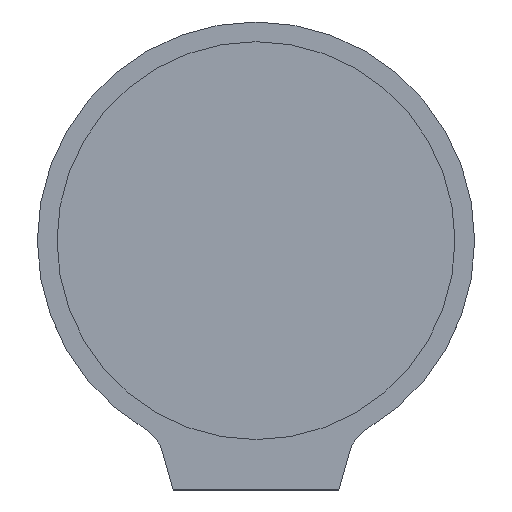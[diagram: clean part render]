
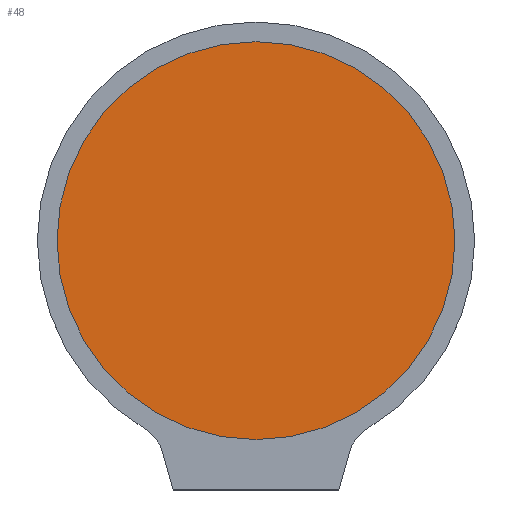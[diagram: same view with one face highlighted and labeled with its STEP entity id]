
A CAD part, top view. The second image highlights one B-rep face of the part: STEP entity #48.
In plain terms, the highlighted planar face has unit normal (0, 0, 1).
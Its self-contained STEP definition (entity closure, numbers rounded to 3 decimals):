
#10 = DIRECTION ( 'NONE',  ( 0., 0., 1. ) ) ;
#48 = ADVANCED_FACE ( 'NONE', ( #65 ), #240, .T. ) ;
#65 = FACE_OUTER_BOUND ( 'NONE', #78, .T. ) ;
#78 = EDGE_LOOP ( 'NONE', ( #143, #170 ) ) ;
#117 = DIRECTION ( 'NONE',  ( 1., 0., 0. ) ) ;
#120 = DIRECTION ( 'NONE',  ( 0., 0., 1. ) ) ;
#143 = ORIENTED_EDGE ( 'NONE', *, *, #425, .T. ) ;
#158 = AXIS2_PLACEMENT_3D ( 'NONE', #162, #120, #165 ) ;
#162 = CARTESIAN_POINT ( 'NONE',  ( 0., 0., 1.49 ) ) ;
#165 = DIRECTION ( 'NONE',  ( 1., 0., 0. ) ) ;
#170 = ORIENTED_EDGE ( 'NONE', *, *, #185, .T. ) ;
#176 = DIRECTION ( 'NONE',  ( 0., 0., 1. ) ) ;
#185 = EDGE_CURVE ( 'NONE', #190, #370, #412, .T. ) ;
#190 = VERTEX_POINT ( 'NONE', #230 ) ;
#218 = AXIS2_PLACEMENT_3D ( 'NONE', #227, #10, #117 ) ;
#227 = CARTESIAN_POINT ( 'NONE',  ( 0., 0., 1.49 ) ) ;
#230 = CARTESIAN_POINT ( 'NONE',  ( 16.2, 0., 1.49 ) ) ;
#240 = PLANE ( 'NONE',  #413 ) ;
#322 = CIRCLE ( 'NONE', #158, 16.2 ) ;
#363 = CARTESIAN_POINT ( 'NONE',  ( -16.2, 0., 1.49 ) ) ;
#370 = VERTEX_POINT ( 'NONE', #363 ) ;
#378 = CARTESIAN_POINT ( 'NONE',  ( 10.542, -17.931, 1.49 ) ) ;
#410 = DIRECTION ( 'NONE',  ( 1., 0., 0. ) ) ;
#412 = CIRCLE ( 'NONE', #218, 16.2 ) ;
#413 = AXIS2_PLACEMENT_3D ( 'NONE', #378, #176, #410 ) ;
#425 = EDGE_CURVE ( 'NONE', #370, #190, #322, .T. ) ;
